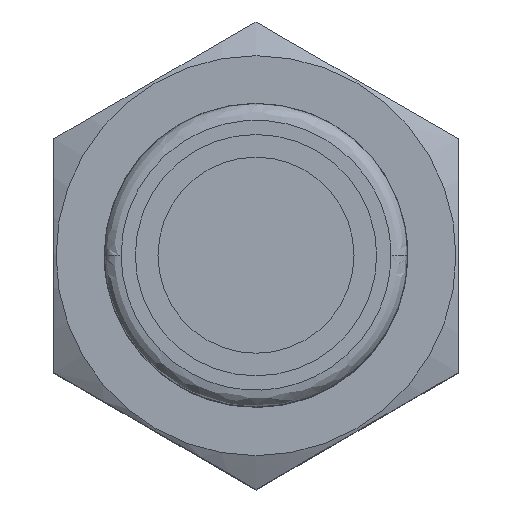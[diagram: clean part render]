
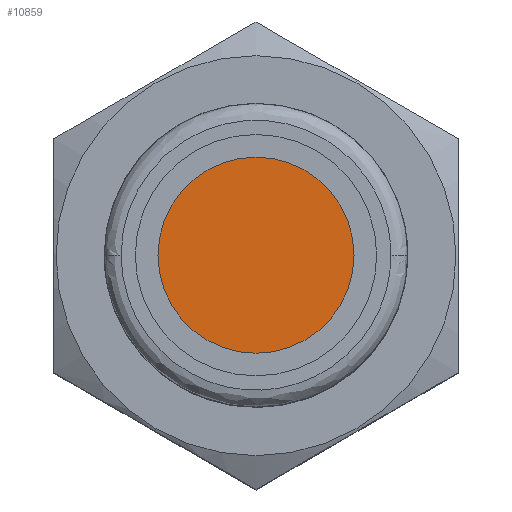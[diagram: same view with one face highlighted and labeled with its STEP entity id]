
A CAD part, top view. The second image highlights one B-rep face of the part: STEP entity #10859.
In plain terms, the highlighted planar face has unit normal (0, 0, 1).
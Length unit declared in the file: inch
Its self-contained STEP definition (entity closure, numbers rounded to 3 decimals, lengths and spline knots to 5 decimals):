
#921 = ORIENTED_EDGE ( 'NONE', *, *, #15138, .T. ) ;
#1800 = DIRECTION ( 'NONE',  ( 1., 0., 0. ) ) ;
#2799 = DIRECTION ( 'NONE',  ( 0., 0., 1. ) ) ;
#3889 = CIRCLE ( 'NONE', #15721, 0.22881 ) ;
#4069 = VERTEX_POINT ( 'NONE', #16869 ) ;
#4454 = EDGE_LOOP ( 'NONE', ( #921, #13180 ) ) ;
#6976 = PLANE ( 'NONE',  #18242 ) ;
#10654 = CARTESIAN_POINT ( 'NONE',  ( 0., 0., 0. ) ) ;
#10859 = ADVANCED_FACE ( 'NONE', ( #19664 ), #6976, .T. ) ;
#13023 = CIRCLE ( 'NONE', #20482, 0.22881 ) ;
#13180 = ORIENTED_EDGE ( 'NONE', *, *, #13981, .T. ) ;
#13306 = CARTESIAN_POINT ( 'NONE',  ( 0.22881, 0., 0. ) ) ;
#13981 = EDGE_CURVE ( 'NONE', #4069, #17923, #13023, .T. ) ;
#15138 = EDGE_CURVE ( 'NONE', #17923, #4069, #3889, .T. ) ;
#15197 = DIRECTION ( 'NONE',  ( 0., 0., 1. ) ) ;
#15302 = DIRECTION ( 'NONE',  ( 1., 0., 0. ) ) ;
#15721 = AXIS2_PLACEMENT_3D ( 'NONE', #10654, #15197, #15302 ) ;
#16869 = CARTESIAN_POINT ( 'NONE',  ( -0.22881, 0., 0. ) ) ;
#17291 = CARTESIAN_POINT ( 'NONE',  ( 0., 0., 0. ) ) ;
#17684 = DIRECTION ( 'NONE',  ( 1., 0., 0. ) ) ;
#17868 = DIRECTION ( 'NONE',  ( 0., 0., 1. ) ) ;
#17923 = VERTEX_POINT ( 'NONE', #13306 ) ;
#18242 = AXIS2_PLACEMENT_3D ( 'NONE', #19448, #17868, #1800 ) ;
#19448 = CARTESIAN_POINT ( 'NONE',  ( 0., 0., 0. ) ) ;
#19664 = FACE_OUTER_BOUND ( 'NONE', #4454, .T. ) ;
#20482 = AXIS2_PLACEMENT_3D ( 'NONE', #17291, #2799, #17684 ) ;
